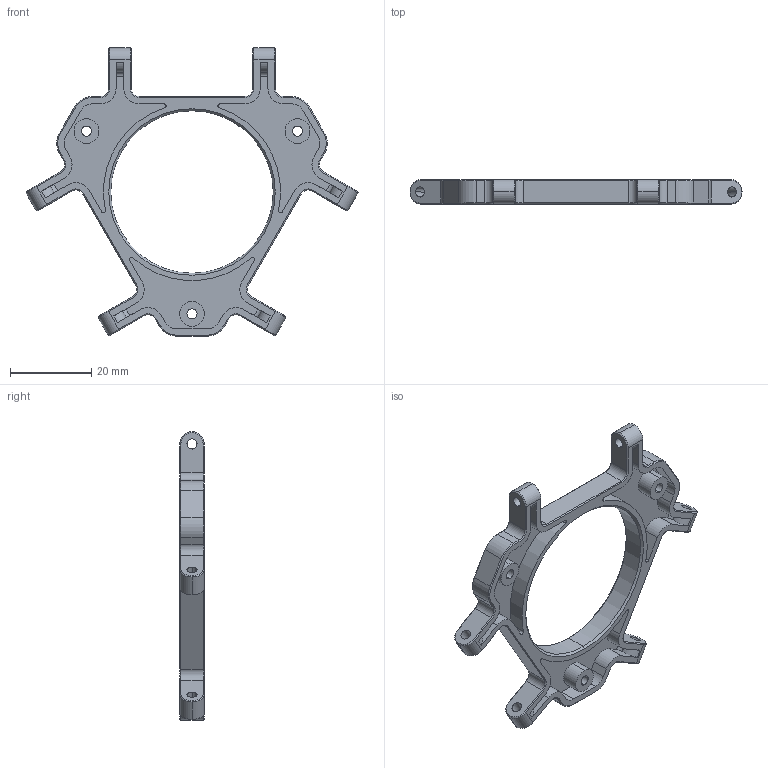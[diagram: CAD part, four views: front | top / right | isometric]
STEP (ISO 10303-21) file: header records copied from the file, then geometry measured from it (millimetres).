
FILE_DESCRIPTION (( 'STEP AP214' ), '1' );
FILE_NAME ('effector_planar.STEP', '2018-03-21T12:33:32', ( '' ), ( '' ), 'SwSTEP 2.0', 'SolidWorks 2015', '' );
FILE_SCHEMA (( 'AUTOMOTIVE_DESIGN' ));
Length unit declared in the file: millimetre
Products named in the file (1): effector_planar
Bounding box: 81.75 x 6 x 71.01 mm (x, y, z)
Volume: 6818.6 mm3; surface area: 7956.3 mm2
Topology: 1 solids, 1 shells, 278 faces, 698 edges, 428 vertices
Faces by surface type: plane 107, cylinder 103, cone 68
Entity records: 8558 total; most frequent: DIRECTION 1534, CARTESIAN_POINT 1405, ORIENTED_EDGE 1396, EDGE_CURVE 698, AXIS2_PLACEMENT_3D 557, VERTEX_POINT 428, VECTOR 420, LINE 420
